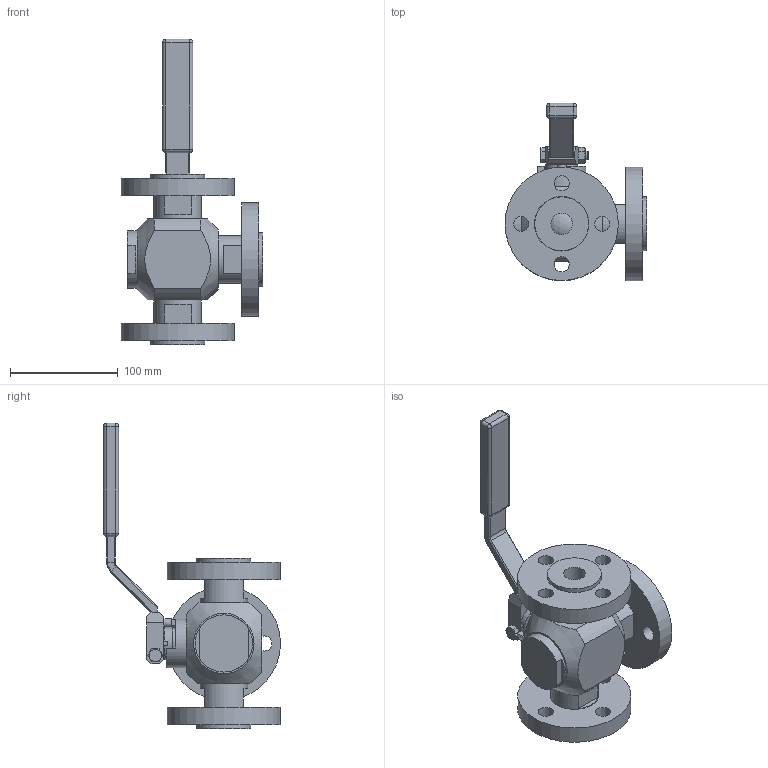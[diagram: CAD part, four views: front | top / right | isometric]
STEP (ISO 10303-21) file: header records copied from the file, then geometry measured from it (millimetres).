
FILE_DESCRIPTION(('STEP AP242'), '1');
FILE_NAME('ÔÁ39.240.020.000 - Êðàí òðåõõîäîâîé DN20 PN40', '', ('UNSPECIFIED'), ('UNSPECIFIED'), 'ASCON STEP Converter 1.6', 'ASCON Math Kernel', '');
FILE_SCHEMA(('AP242_MANAGED_MODEL_BASED_3D_ENGINEERING_MIM_LF { 1 0 10303 442 1 1 4 }'));
Length unit declared in the file: millimetre
Products named in the file (1): 埡39.240.020.000
Bounding box: 131.5 x 164 x 283 mm (x, y, z)
Volume: 874214.7 mm3; surface area: 167150.9 mm2
Topology: 1 solids, 1 shells, 325 faces, 805 edges, 500 vertices
Faces by surface type: plane 174, cylinder 102, cone 33, sphere 9, torus 7
Full cylindrical faces by diameter (mm): 8 x3, 9 x2, 14 x12, 16 x1, 18 x2, 19 x3, 20 x4, 28 x4, 30 x5, 31 x1, 34 x1, 34.376 x1, 44 x3, 45 x4, 46 x1, 50 x3, 50.5 x3, 53 x1, 105 x3
Entity records: 14633 total; most frequent: CARTESIAN_POINT 4598, DIRECTION 1533, ORIENTED_EDGE 1414, EDGE_CURVE 707, AXIS2_PLACEMENT_3D 619, VERTEX_POINT 499, EDGE_LOOP 482, FACE_BOUND 337
